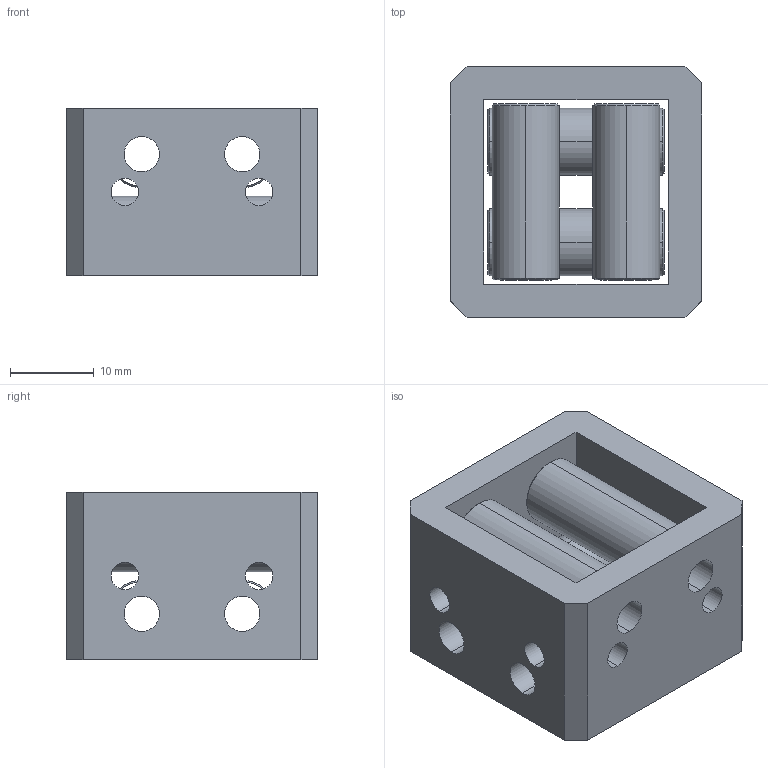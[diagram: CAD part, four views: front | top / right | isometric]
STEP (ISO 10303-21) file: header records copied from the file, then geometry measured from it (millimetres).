
FILE_DESCRIPTION (( 'STEP AP214' ), '1' );
FILE_NAME ('180223_11369.STEP', '2018-02-23T10:50:18', ( '' ), ( '' ), 'SwSTEP 2.0', 'SolidWorks 2018', '' );
FILE_SCHEMA (( 'AUTOMOTIVE_DESIGN' ));
Length unit declared in the file: millimetre
Products named in the file (1): 180223_11369
Bounding box: 30 x 30 x 20 mm (x, y, z)
Surface area: 7445.7 mm2 (no closed solid volume)
Topology: 0 solids, 5 shells, 300 faces, 812 edges, 536 vertices
Faces by surface type: bspline 150, plane 94, cylinder 40, cone 16
Entity records: 19895 total; most frequent: CARTESIAN_POINT 9911, ORIENTED_EDGE 1608, DIRECTION 910, EDGE_CURVE 812, VERTEX_POINT 536, LINE 416, VECTOR 416, EDGE_LOOP 356
